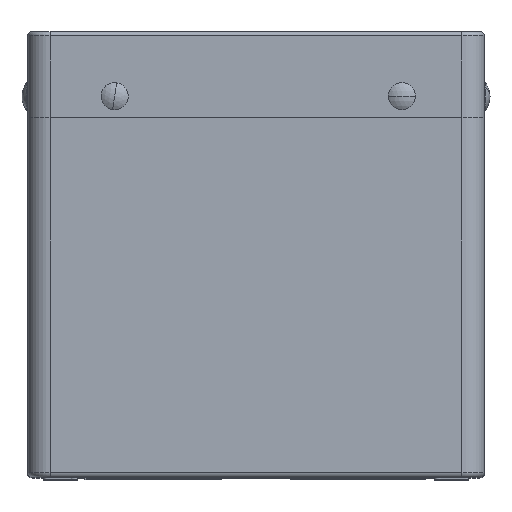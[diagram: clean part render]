
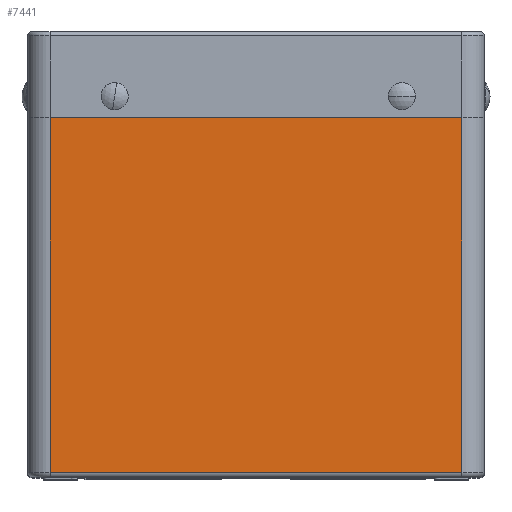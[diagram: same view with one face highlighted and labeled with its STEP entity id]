
A CAD part, top view. The second image highlights one B-rep face of the part: STEP entity #7441.
In plain terms, the highlighted planar face has unit normal (0, 0, 1).
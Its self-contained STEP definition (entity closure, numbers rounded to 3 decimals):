
#2102 = VECTOR ( 'NONE', #83158, 1000. ) ;
#4348 = ORIENTED_EDGE ( 'NONE', *, *, #101132, .T. ) ;
#4904 = CARTESIAN_POINT ( 'NONE',  ( 91., -159., 116. ) ) ;
#5038 = VECTOR ( 'NONE', #40625, 1000. ) ;
#5163 = EDGE_CURVE ( 'NONE', #23651, #64728, #92071, .T. ) ;
#5566 = ORIENTED_EDGE ( 'NONE', *, *, #20970, .T. ) ;
#6133 = VERTEX_POINT ( 'NONE', #36310 ) ;
#7441 = ADVANCED_FACE ( 'NONE', ( #10544 ), #28241, .T. ) ;
#10544 = FACE_OUTER_BOUND ( 'NONE', #64432, .T. ) ;
#15109 = EDGE_CURVE ( 'NONE', #88696, #64728, #36449, .T. ) ;
#19624 = DIRECTION ( 'NONE',  ( 1., 0., 0. ) ) ;
#20970 = EDGE_CURVE ( 'NONE', #88696, #6133, #76354, .T. ) ;
#23651 = VERTEX_POINT ( 'NONE', #61797 ) ;
#28241 = PLANE ( 'NONE',  #72694 ) ;
#28868 = LINE ( 'NONE', #94282, #5038 ) ;
#36310 = CARTESIAN_POINT ( 'NONE',  ( -91., -157., 116. ) ) ;
#36449 = LINE ( 'NONE', #47662, #107759 ) ;
#40625 = DIRECTION ( 'NONE',  ( 1., 0., 0. ) ) ;
#40826 = ORIENTED_EDGE ( 'NONE', *, *, #5163, .T. ) ;
#47662 = CARTESIAN_POINT ( 'NONE',  ( -101., 0., 116. ) ) ;
#55204 = CARTESIAN_POINT ( 'NONE',  ( -101., -159., 116. ) ) ;
#61797 = CARTESIAN_POINT ( 'NONE',  ( 91., -157., 116. ) ) ;
#64432 = EDGE_LOOP ( 'NONE', ( #5566, #4348, #40826, #96870 ) ) ;
#64728 = VERTEX_POINT ( 'NONE', #113381 ) ;
#65441 = VECTOR ( 'NONE', #85540, 1000. ) ;
#72694 = AXIS2_PLACEMENT_3D ( 'NONE', #55204, #73224, #19624 ) ;
#73224 = DIRECTION ( 'NONE',  ( 0., 0., 1. ) ) ;
#73724 = CARTESIAN_POINT ( 'NONE',  ( -91., -159., 116. ) ) ;
#74698 = DIRECTION ( 'NONE',  ( 1., 0., 0. ) ) ;
#76354 = LINE ( 'NONE', #73724, #2102 ) ;
#82973 = CARTESIAN_POINT ( 'NONE',  ( -91., 0., 116. ) ) ;
#83158 = DIRECTION ( 'NONE',  ( 0., -1., 0. ) ) ;
#85540 = DIRECTION ( 'NONE',  ( 0., 1., 0. ) ) ;
#88696 = VERTEX_POINT ( 'NONE', #82973 ) ;
#92071 = LINE ( 'NONE', #4904, #65441 ) ;
#94282 = CARTESIAN_POINT ( 'NONE',  ( 91., -157., 116. ) ) ;
#96870 = ORIENTED_EDGE ( 'NONE', *, *, #15109, .F. ) ;
#101132 = EDGE_CURVE ( 'NONE', #6133, #23651, #28868, .T. ) ;
#107759 = VECTOR ( 'NONE', #74698, 1000. ) ;
#113381 = CARTESIAN_POINT ( 'NONE',  ( 91., 0., 116. ) ) ;
